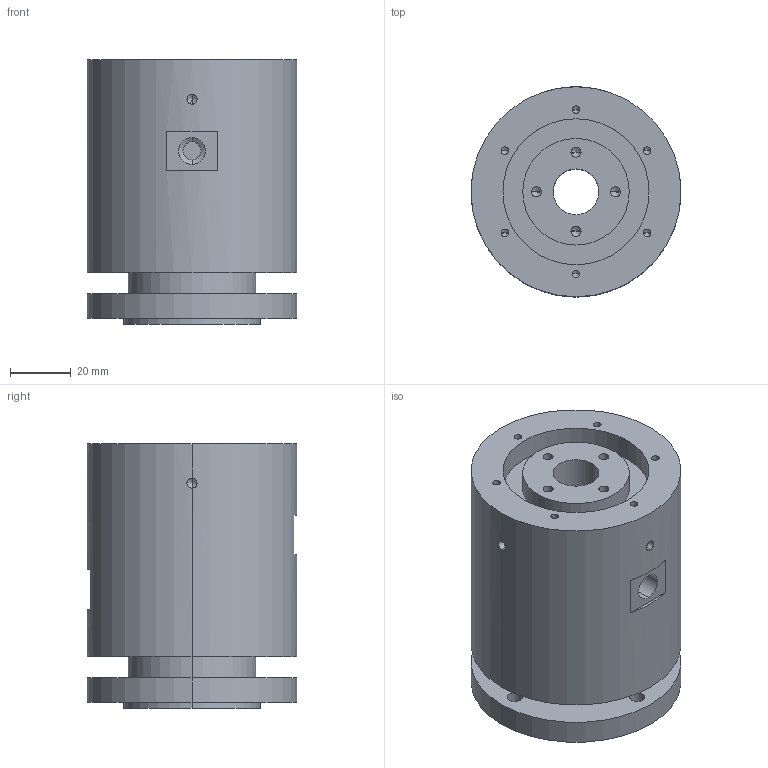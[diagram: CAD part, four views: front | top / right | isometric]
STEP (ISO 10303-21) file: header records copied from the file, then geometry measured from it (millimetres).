
FILE_DESCRIPTION (( 'STEP AP203' ), '1' );
FILE_NAME ('GJ2015-02.STEP', '2020-07-25T07:16:02', ( 'gongcheng1' ), ( '' ), 'SwSTEP 2.0', 'SolidWorks 2014', '' );
FILE_SCHEMA (( 'CONFIG_CONTROL_DESIGN' ));
Length unit declared in the file: millimetre
Products named in the file (1): GJ2015-02
Bounding box: 69 x 69 x 87 mm (x, y, z)
Volume: 276667.6 mm3; surface area: 39258.8 mm2
Topology: 1 solids, 1 shells, 119 faces, 280 edges, 158 vertices
Faces by surface type: cylinder 66, cone 36, plane 17
Entity records: 3615 total; most frequent: CARTESIAN_POINT 870, DIRECTION 600, ORIENTED_EDGE 504, EDGE_CURVE 252, AXIS2_PLACEMENT_3D 244, VERTEX_POINT 158, EDGE_LOOP 152, CIRCLE 124
